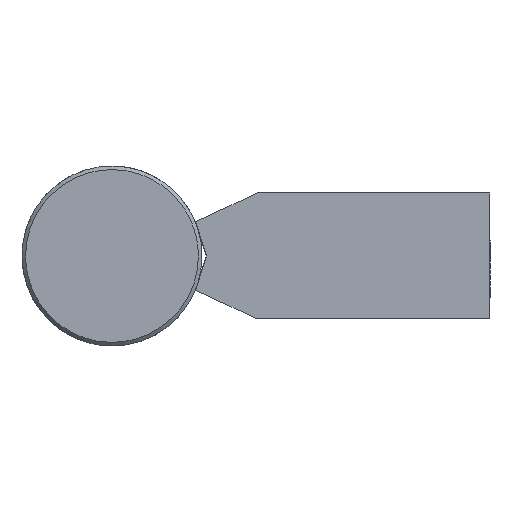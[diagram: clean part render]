
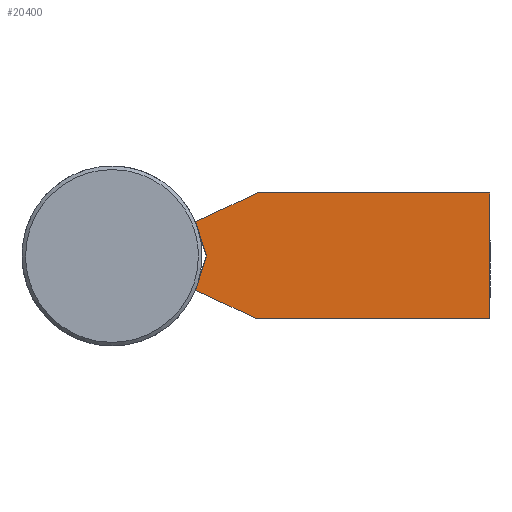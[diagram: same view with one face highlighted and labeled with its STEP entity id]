
A CAD part, left-side view. The second image highlights one B-rep face of the part: STEP entity #20400.
In plain terms, the highlighted free-form (B-spline) face has degree [1, 1] with [2, 2] control points.
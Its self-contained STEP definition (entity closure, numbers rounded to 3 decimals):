
#1390 = CARTESIAN_POINT ('', (0., 78.797, 0.));
#1400 = VERTEX_POINT ('', #1390);
#1460 = CARTESIAN_POINT ('', (0., 81.793, 9.5));
#1470 = VERTEX_POINT ('', #1460);
#1480 = CARTESIAN_POINT ('', (0., 81.793, 9.5));
#1490 = CARTESIAN_POINT ('', (0., 80.794, 6.333));
#1500 = CARTESIAN_POINT ('', (0., 79.796, 3.167));
#1510 = CARTESIAN_POINT ('', (0., 78.797, 0.));
#1520 = B_SPLINE_CURVE_WITH_KNOTS ('', 3, (#1480, #1490, #1500, #1510), .UNSPECIFIED., .F., .U., (4, 4), (0., 1.), .UNSPECIFIED.);
#1530 = EDGE_CURVE ('', #1470, #1400, #1520, .T.);
#3910 = CARTESIAN_POINT ('', (0., 81.793, -9.5));
#3920 = VERTEX_POINT ('', #3910);
#3980 = CARTESIAN_POINT ('', (0., 81.793, -9.5));
#3990 = CARTESIAN_POINT ('', (0., 78.797, 0.));
#4000 = B_SPLINE_CURVE_WITH_KNOTS ('', 1, (#3980, #3990), .UNSPECIFIED., .F., .U., (2, 2), (0., 1.), .UNSPECIFIED.);
#4010 = EDGE_CURVE ('', #3920, #1400, #4000, .T.);
#7060 = CARTESIAN_POINT ('', (0., 0., 17.5));
#7070 = VERTEX_POINT ('', #7060);
#7080 = CARTESIAN_POINT ('', (0., 0., -17.5));
#7090 = VERTEX_POINT ('', #7080);
#7100 = CARTESIAN_POINT ('', (0., 0., 17.5));
#7110 = CARTESIAN_POINT ('', (0., 0., -17.5));
#7120 = B_SPLINE_CURVE_WITH_KNOTS ('', 1, (#7100, #7110), .UNSPECIFIED., .F., .U., (2, 2), (0., 1.), .UNSPECIFIED.);
#7130 = EDGE_CURVE ('', #7070, #7090, #7120, .T.);
#10190 = CARTESIAN_POINT ('', (0., 64.637, -17.5));
#10200 = VERTEX_POINT ('', #10190);
#10210 = CARTESIAN_POINT ('', (0., 64.637, -17.5));
#10220 = CARTESIAN_POINT ('', (0., 0., -17.5));
#10230 = B_SPLINE_CURVE_WITH_KNOTS ('', 1, (#10210, #10220), .UNSPECIFIED., .F., .U., (2, 2), (0., 1.), .UNSPECIFIED.);
#10240 = EDGE_CURVE ('', #10200, #7090, #10230, .T.);
#13230 = CARTESIAN_POINT ('', (0., 64.637, 17.5));
#13240 = VERTEX_POINT ('', #13230);
#13250 = CARTESIAN_POINT ('', (0., 0., 17.5));
#13260 = CARTESIAN_POINT ('', (0., 64.637, 17.5));
#13270 = B_SPLINE_CURVE_WITH_KNOTS ('', 1, (#13250, #13260), .UNSPECIFIED., .F., .U., (2, 2), (0., 1.), .UNSPECIFIED.);
#13280 = EDGE_CURVE ('', #7070, #13240, #13270, .T.);
#20060 = CARTESIAN_POINT ('', (0., 81.793, 9.5));
#20070 = CARTESIAN_POINT ('', (0., 64.637, 17.5));
#20080 = B_SPLINE_CURVE_WITH_KNOTS ('', 1, (#20060, #20070), .UNSPECIFIED., .F., .U., (2, 2), (0., 1.), .UNSPECIFIED.);
#20090 = EDGE_CURVE ('', #1470, #13240, #20080, .T.);
#20220 = CARTESIAN_POINT ('', (0., 64.637, -17.5));
#20230 = CARTESIAN_POINT ('', (0., 81.793, -9.5));
#20240 = B_SPLINE_CURVE_WITH_KNOTS ('', 1, (#20220, #20230), .UNSPECIFIED., .F., .U., (2, 2), (0., 1.), .UNSPECIFIED.);
#20250 = EDGE_CURVE ('', #10200, #3920, #20240, .T.);
#20260 = ORIENTED_EDGE ('', *, *, #20250, .F.);
#20270 = ORIENTED_EDGE ('', *, *, #10240, .T.);
#20280 = ORIENTED_EDGE ('', *, *, #7130, .F.);
#20290 = ORIENTED_EDGE ('', *, *, #13280, .T.);
#20300 = ORIENTED_EDGE ('', *, *, #20090, .F.);
#20310 = ORIENTED_EDGE ('', *, *, #1530, .T.);
#20320 = ORIENTED_EDGE ('', *, *, #4010, .F.);
#20330 = EDGE_LOOP ('', (#20260, #20270, #20280, #20290, #20300, #20310, #20320));
#20340 = FACE_OUTER_BOUND ('', #20330, .T.);
#20350 = CARTESIAN_POINT ('', (0., 0., -17.5));
#20360 = CARTESIAN_POINT ('', (0., 82.283, -17.5));
#20370 = CARTESIAN_POINT ('', (0., 0., 17.5));
#20380 = CARTESIAN_POINT ('', (0., 82.283, 17.5));
#20390 = B_SPLINE_SURFACE_WITH_KNOTS ('', 1, 1, ((#20350, #20360), (#20370, #20380)), .UNSPECIFIED., .F., .F., .U., (2, 2), (2, 2), (0., 1.), (0., 1.), .UNSPECIFIED.);
#20400 = ADVANCED_FACE ('', (#20340), #20390, .T.);
